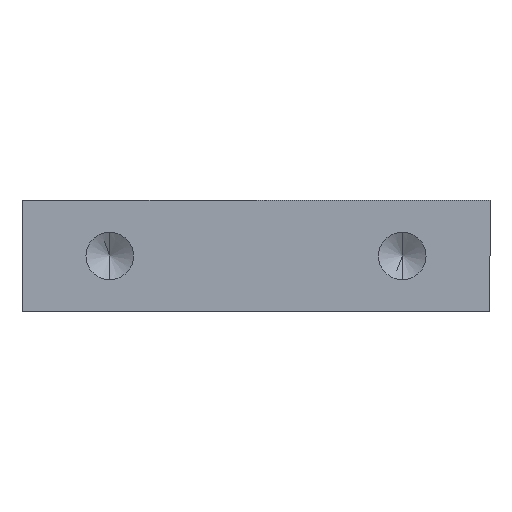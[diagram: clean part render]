
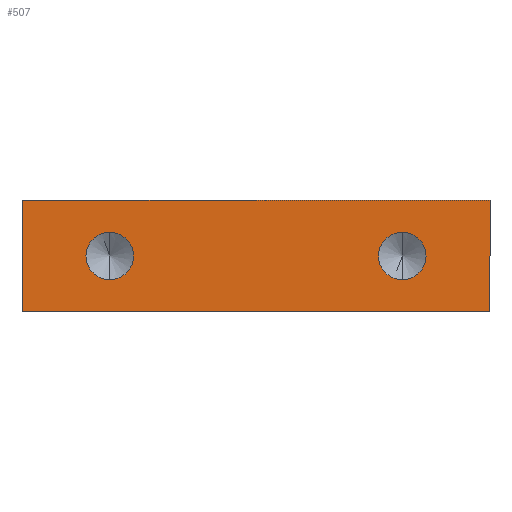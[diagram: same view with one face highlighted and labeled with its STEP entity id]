
A CAD part, front view. The second image highlights one B-rep face of the part: STEP entity #507.
In plain terms, the highlighted planar face has unit normal (0, -1, 0).
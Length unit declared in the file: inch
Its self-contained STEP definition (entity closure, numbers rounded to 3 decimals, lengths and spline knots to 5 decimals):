
#13 = EDGE_LOOP ( 'NONE', ( #1066, #1072 ) ) ;
#16 = CARTESIAN_POINT ( 'NONE',  ( -0.625, -1.5, 0.2375 ) ) ;
#28 = CARTESIAN_POINT ( 'NONE',  ( 1., -1.5, 0. ) ) ;
#36 = CARTESIAN_POINT ( 'NONE',  ( 0.625, -1.5, 0.33906 ) ) ;
#38 = CIRCLE ( 'NONE', #655, 0.10156 ) ;
#41 = DIRECTION ( 'NONE',  ( 0., 0., -1. ) ) ;
#45 = EDGE_CURVE ( 'NONE', #222, #923, #478, .T. ) ;
#65 = AXIS2_PLACEMENT_3D ( 'NONE', #863, #1118, #578 ) ;
#72 = FACE_BOUND ( 'NONE', #13, .T. ) ;
#94 = DIRECTION ( 'NONE',  ( 0., 0., -1. ) ) ;
#95 = ORIENTED_EDGE ( 'NONE', *, *, #45, .T. ) ;
#172 = DIRECTION ( 'NONE',  ( 0., 0., -1. ) ) ;
#173 = CARTESIAN_POINT ( 'NONE',  ( -1., -1.5, 0.475 ) ) ;
#182 = CARTESIAN_POINT ( 'NONE',  ( -1., -1.5, 0. ) ) ;
#200 = VERTEX_POINT ( 'NONE', #241 ) ;
#222 = VERTEX_POINT ( 'NONE', #979 ) ;
#241 = CARTESIAN_POINT ( 'NONE',  ( -0.625, -1.5, 0.13594 ) ) ;
#243 = DIRECTION ( 'NONE',  ( 0., -1., 0. ) ) ;
#244 = EDGE_CURVE ( 'NONE', #923, #662, #553, .T. ) ;
#265 = DIRECTION ( 'NONE',  ( 0., -1., 0. ) ) ;
#280 = ORIENTED_EDGE ( 'NONE', *, *, #1150, .T. ) ;
#283 = VECTOR ( 'NONE', #760, 39.37008 ) ;
#286 = ORIENTED_EDGE ( 'NONE', *, *, #306, .T. ) ;
#306 = EDGE_CURVE ( 'NONE', #1115, #222, #1180, .T. ) ;
#311 = AXIS2_PLACEMENT_3D ( 'NONE', #740, #265, #94 ) ;
#338 = CARTESIAN_POINT ( 'NONE',  ( -0.625, -1.5, 0.33906 ) ) ;
#372 = EDGE_CURVE ( 'NONE', #952, #200, #38, .T. ) ;
#377 = DIRECTION ( 'NONE',  ( -1., 0., 0. ) ) ;
#420 = AXIS2_PLACEMENT_3D ( 'NONE', #440, #427, #897 ) ;
#427 = DIRECTION ( 'NONE',  ( 0., 1., 0. ) ) ;
#428 = ORIENTED_EDGE ( 'NONE', *, *, #961, .F. ) ;
#440 = CARTESIAN_POINT ( 'NONE',  ( 0., -1.5, 0. ) ) ;
#454 = VERTEX_POINT ( 'NONE', #36 ) ;
#478 = LINE ( 'NONE', #28, #283 ) ;
#502 = EDGE_LOOP ( 'NONE', ( #280, #286, #95, #799 ) ) ;
#507 = ADVANCED_FACE ( 'NONE', ( #623, #72, #993 ), #813, .F. ) ;
#512 = EDGE_LOOP ( 'NONE', ( #428, #743 ) ) ;
#553 = LINE ( 'NONE', #173, #889 ) ;
#558 = CARTESIAN_POINT ( 'NONE',  ( -1., -1.5, 0. ) ) ;
#562 = VECTOR ( 'NONE', #172, 39.37008 ) ;
#574 = DIRECTION ( 'NONE',  ( 0., 0., -1. ) ) ;
#578 = DIRECTION ( 'NONE',  ( 0., 0., -1. ) ) ;
#595 = AXIS2_PLACEMENT_3D ( 'NONE', #724, #243, #41 ) ;
#623 = FACE_BOUND ( 'NONE', #512, .T. ) ;
#632 = VECTOR ( 'NONE', #913, 39.37008 ) ;
#655 = AXIS2_PLACEMENT_3D ( 'NONE', #16, #758, #574 ) ;
#662 = VERTEX_POINT ( 'NONE', #793 ) ;
#724 = CARTESIAN_POINT ( 'NONE',  ( -0.625, -1.5, 0.2375 ) ) ;
#725 = EDGE_CURVE ( 'NONE', #890, #454, #749, .T. ) ;
#740 = CARTESIAN_POINT ( 'NONE',  ( 0.625, -1.5, 0.2375 ) ) ;
#743 = ORIENTED_EDGE ( 'NONE', *, *, #372, .F. ) ;
#749 = CIRCLE ( 'NONE', #311, 0.10156 ) ;
#754 = CARTESIAN_POINT ( 'NONE',  ( -1., -1.5, 0. ) ) ;
#758 = DIRECTION ( 'NONE',  ( 0., -1., 0. ) ) ;
#760 = DIRECTION ( 'NONE',  ( 0., 0., 1. ) ) ;
#793 = CARTESIAN_POINT ( 'NONE',  ( -1., -1.5, 0.475 ) ) ;
#799 = ORIENTED_EDGE ( 'NONE', *, *, #244, .T. ) ;
#802 = CARTESIAN_POINT ( 'NONE',  ( 0.625, -1.5, 0.13594 ) ) ;
#813 = PLANE ( 'NONE',  #420 ) ;
#829 = EDGE_CURVE ( 'NONE', #454, #890, #1181, .T. ) ;
#863 = CARTESIAN_POINT ( 'NONE',  ( 0.625, -1.5, 0.2375 ) ) ;
#889 = VECTOR ( 'NONE', #377, 39.37008 ) ;
#890 = VERTEX_POINT ( 'NONE', #802 ) ;
#897 = DIRECTION ( 'NONE',  ( -1., 0., 0. ) ) ;
#913 = DIRECTION ( 'NONE',  ( 1., 0., 0. ) ) ;
#921 = LINE ( 'NONE', #754, #562 ) ;
#923 = VERTEX_POINT ( 'NONE', #1080 ) ;
#952 = VERTEX_POINT ( 'NONE', #338 ) ;
#961 = EDGE_CURVE ( 'NONE', #200, #952, #1103, .T. ) ;
#979 = CARTESIAN_POINT ( 'NONE',  ( 1., -1.5, 0. ) ) ;
#993 = FACE_OUTER_BOUND ( 'NONE', #502, .T. ) ;
#1066 = ORIENTED_EDGE ( 'NONE', *, *, #725, .F. ) ;
#1072 = ORIENTED_EDGE ( 'NONE', *, *, #829, .F. ) ;
#1080 = CARTESIAN_POINT ( 'NONE',  ( 1., -1.5, 0.475 ) ) ;
#1103 = CIRCLE ( 'NONE', #595, 0.10156 ) ;
#1115 = VERTEX_POINT ( 'NONE', #182 ) ;
#1118 = DIRECTION ( 'NONE',  ( 0., -1., 0. ) ) ;
#1150 = EDGE_CURVE ( 'NONE', #662, #1115, #921, .T. ) ;
#1180 = LINE ( 'NONE', #558, #632 ) ;
#1181 = CIRCLE ( 'NONE', #65, 0.10156 ) ;
